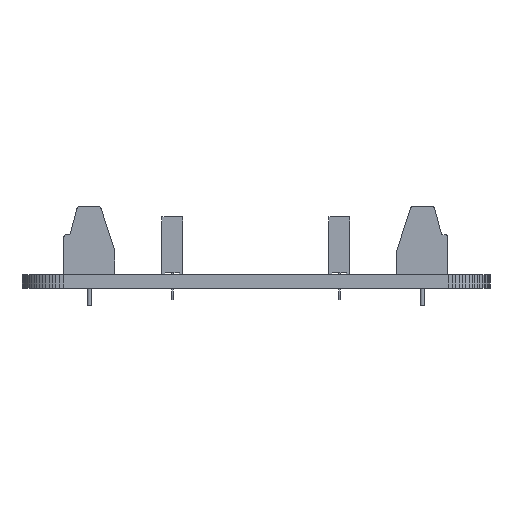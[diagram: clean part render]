
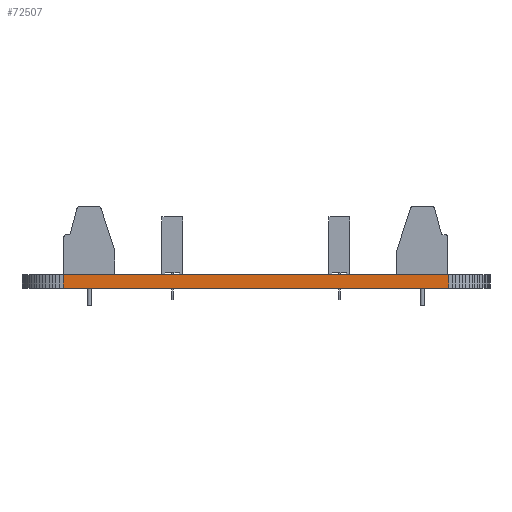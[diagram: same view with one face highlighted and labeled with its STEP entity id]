
A CAD part, front view. The second image highlights one B-rep face of the part: STEP entity #72507.
In plain terms, the highlighted planar face has unit normal (0, -1, 0).
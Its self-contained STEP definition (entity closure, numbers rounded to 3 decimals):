
#63846 = PLANE('',#63847);
#63847 = AXIS2_PLACEMENT_3D('',#63848,#63849,#63850);
#63848 = CARTESIAN_POINT('',(138.525,-92.6,1.6));
#63849 = DIRECTION('',(-0.,-0.,-1.));
#63850 = DIRECTION('',(-1.,0.,0.));
#63900 = PLANE('',#63901);
#63901 = AXIS2_PLACEMENT_3D('',#63902,#63903,#63904);
#63902 = CARTESIAN_POINT('',(138.525,-92.6,0.));
#63903 = DIRECTION('',(-0.,-0.,-1.));
#63904 = DIRECTION('',(-1.,0.,0.));
#64989 = VERTEX_POINT('',#64990);
#64990 = CARTESIAN_POINT('',(161.95,-125.,0.));
#65004 = PLANE('',#65005);
#65005 = AXIS2_PLACEMENT_3D('',#65006,#65007,#65008);
#65006 = CARTESIAN_POINT('',(162.386,-124.981,0.));
#65007 = DIRECTION('',(0.044,-0.999,0.));
#65008 = DIRECTION('',(-0.999,-0.044,0.));
#65016 = EDGE_CURVE('',#64989,#65017,#65019,.T.);
#65017 = VERTEX_POINT('',#65018);
#65018 = CARTESIAN_POINT('',(115.05,-125.,0.));
#65019 = SURFACE_CURVE('',#65020,(#65024,#65031),.PCURVE_S1.);
#65020 = LINE('',#65021,#65022);
#65021 = CARTESIAN_POINT('',(161.95,-125.,0.));
#65022 = VECTOR('',#65023,1.);
#65023 = DIRECTION('',(-1.,0.,0.));
#65024 = PCURVE('',#63900,#65025);
#65025 = DEFINITIONAL_REPRESENTATION('',(#65026),#65030);
#65026 = LINE('',#65027,#65028);
#65027 = CARTESIAN_POINT('',(-23.425,-32.4));
#65028 = VECTOR('',#65029,1.);
#65029 = DIRECTION('',(1.,0.));
#65030 = ( GEOMETRIC_REPRESENTATION_CONTEXT(2) 
PARAMETRIC_REPRESENTATION_CONTEXT() REPRESENTATION_CONTEXT('2D SPACE',''
  ) );
#65031 = PCURVE('',#65032,#65037);
#65032 = PLANE('',#65033);
#65033 = AXIS2_PLACEMENT_3D('',#65034,#65035,#65036);
#65034 = CARTESIAN_POINT('',(161.95,-125.,0.));
#65035 = DIRECTION('',(0.,-1.,0.));
#65036 = DIRECTION('',(-1.,0.,0.));
#65037 = DEFINITIONAL_REPRESENTATION('',(#65038),#65042);
#65038 = LINE('',#65039,#65040);
#65039 = CARTESIAN_POINT('',(0.,-0.));
#65040 = VECTOR('',#65041,1.);
#65041 = DIRECTION('',(1.,0.));
#65042 = ( GEOMETRIC_REPRESENTATION_CONTEXT(2) 
PARAMETRIC_REPRESENTATION_CONTEXT() REPRESENTATION_CONTEXT('2D SPACE',''
  ) );
#65060 = PLANE('',#65061);
#65061 = AXIS2_PLACEMENT_3D('',#65062,#65063,#65064);
#65062 = CARTESIAN_POINT('',(115.05,-125.,0.));
#65063 = DIRECTION('',(-0.044,-0.999,0.));
#65064 = DIRECTION('',(-0.999,0.044,0.));
#68407 = VERTEX_POINT('',#68408);
#68408 = CARTESIAN_POINT('',(161.95,-125.,1.6));
#68429 = EDGE_CURVE('',#68407,#68430,#68432,.T.);
#68430 = VERTEX_POINT('',#68431);
#68431 = CARTESIAN_POINT('',(115.05,-125.,1.6));
#68432 = SURFACE_CURVE('',#68433,(#68437,#68444),.PCURVE_S1.);
#68433 = LINE('',#68434,#68435);
#68434 = CARTESIAN_POINT('',(161.95,-125.,1.6));
#68435 = VECTOR('',#68436,1.);
#68436 = DIRECTION('',(-1.,0.,0.));
#68437 = PCURVE('',#63846,#68438);
#68438 = DEFINITIONAL_REPRESENTATION('',(#68439),#68443);
#68439 = LINE('',#68440,#68441);
#68440 = CARTESIAN_POINT('',(-23.425,-32.4));
#68441 = VECTOR('',#68442,1.);
#68442 = DIRECTION('',(1.,0.));
#68443 = ( GEOMETRIC_REPRESENTATION_CONTEXT(2) 
PARAMETRIC_REPRESENTATION_CONTEXT() REPRESENTATION_CONTEXT('2D SPACE',''
  ) );
#68444 = PCURVE('',#65032,#68445);
#68445 = DEFINITIONAL_REPRESENTATION('',(#68446),#68450);
#68446 = LINE('',#68447,#68448);
#68447 = CARTESIAN_POINT('',(0.,-1.6));
#68448 = VECTOR('',#68449,1.);
#68449 = DIRECTION('',(1.,0.));
#68450 = ( GEOMETRIC_REPRESENTATION_CONTEXT(2) 
PARAMETRIC_REPRESENTATION_CONTEXT() REPRESENTATION_CONTEXT('2D SPACE',''
  ) );
#72459 = EDGE_CURVE('',#64989,#68407,#72460,.T.);
#72460 = SURFACE_CURVE('',#72461,(#72465,#72472),.PCURVE_S1.);
#72461 = LINE('',#72462,#72463);
#72462 = CARTESIAN_POINT('',(161.95,-125.,0.));
#72463 = VECTOR('',#72464,1.);
#72464 = DIRECTION('',(0.,0.,1.));
#72465 = PCURVE('',#65004,#72466);
#72466 = DEFINITIONAL_REPRESENTATION('',(#72467),#72471);
#72467 = LINE('',#72468,#72469);
#72468 = CARTESIAN_POINT('',(0.436,0.));
#72469 = VECTOR('',#72470,1.);
#72470 = DIRECTION('',(0.,-1.));
#72471 = ( GEOMETRIC_REPRESENTATION_CONTEXT(2) 
PARAMETRIC_REPRESENTATION_CONTEXT() REPRESENTATION_CONTEXT('2D SPACE',''
  ) );
#72472 = PCURVE('',#65032,#72473);
#72473 = DEFINITIONAL_REPRESENTATION('',(#72474),#72478);
#72474 = LINE('',#72475,#72476);
#72475 = CARTESIAN_POINT('',(0.,-0.));
#72476 = VECTOR('',#72477,1.);
#72477 = DIRECTION('',(0.,-1.));
#72478 = ( GEOMETRIC_REPRESENTATION_CONTEXT(2) 
PARAMETRIC_REPRESENTATION_CONTEXT() REPRESENTATION_CONTEXT('2D SPACE',''
  ) );
#72507 = ADVANCED_FACE('',(#72508),#65032,.T.);
#72508 = FACE_BOUND('',#72509,.T.);
#72509 = EDGE_LOOP('',(#72510,#72511,#72512,#72533));
#72510 = ORIENTED_EDGE('',*,*,#72459,.T.);
#72511 = ORIENTED_EDGE('',*,*,#68429,.T.);
#72512 = ORIENTED_EDGE('',*,*,#72513,.F.);
#72513 = EDGE_CURVE('',#65017,#68430,#72514,.T.);
#72514 = SURFACE_CURVE('',#72515,(#72519,#72526),.PCURVE_S1.);
#72515 = LINE('',#72516,#72517);
#72516 = CARTESIAN_POINT('',(115.05,-125.,0.));
#72517 = VECTOR('',#72518,1.);
#72518 = DIRECTION('',(0.,0.,1.));
#72519 = PCURVE('',#65032,#72520);
#72520 = DEFINITIONAL_REPRESENTATION('',(#72521),#72525);
#72521 = LINE('',#72522,#72523);
#72522 = CARTESIAN_POINT('',(46.9,0.));
#72523 = VECTOR('',#72524,1.);
#72524 = DIRECTION('',(0.,-1.));
#72525 = ( GEOMETRIC_REPRESENTATION_CONTEXT(2) 
PARAMETRIC_REPRESENTATION_CONTEXT() REPRESENTATION_CONTEXT('2D SPACE',''
  ) );
#72526 = PCURVE('',#65060,#72527);
#72527 = DEFINITIONAL_REPRESENTATION('',(#72528),#72532);
#72528 = LINE('',#72529,#72530);
#72529 = CARTESIAN_POINT('',(0.,0.));
#72530 = VECTOR('',#72531,1.);
#72531 = DIRECTION('',(0.,-1.));
#72532 = ( GEOMETRIC_REPRESENTATION_CONTEXT(2) 
PARAMETRIC_REPRESENTATION_CONTEXT() REPRESENTATION_CONTEXT('2D SPACE',''
  ) );
#72533 = ORIENTED_EDGE('',*,*,#65016,.F.);
